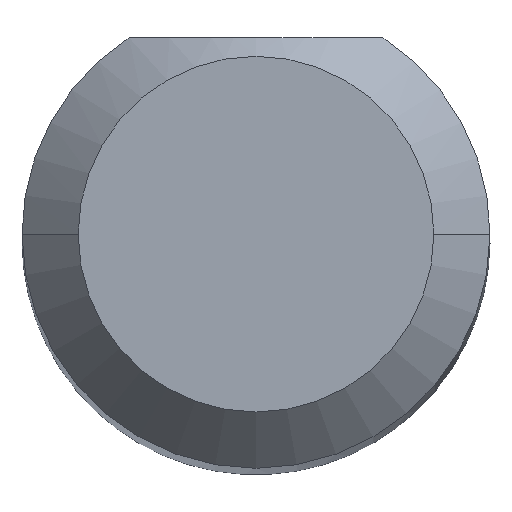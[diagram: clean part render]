
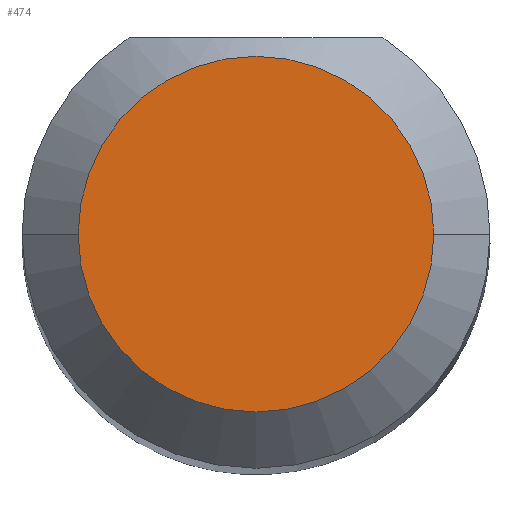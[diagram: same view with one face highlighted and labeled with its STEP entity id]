
A CAD part, top view. The second image highlights one B-rep face of the part: STEP entity #474.
In plain terms, the highlighted planar face has unit normal (0, 0, 1).
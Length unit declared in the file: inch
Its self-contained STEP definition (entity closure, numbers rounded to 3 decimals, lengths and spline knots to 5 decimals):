
#20 = PLANE ( 'NONE',  #111 ) ;
#39 = CARTESIAN_POINT ( 'NONE',  ( 0., 0., 1.5 ) ) ;
#67 = EDGE_CURVE ( 'NONE', #215, #378, #230, .T. ) ;
#77 = EDGE_CURVE ( 'NONE', #378, #215, #246, .T. ) ;
#111 = AXIS2_PLACEMENT_3D ( 'NONE', #190, #346, #228 ) ;
#190 = CARTESIAN_POINT ( 'NONE',  ( 0., 0., 1.5 ) ) ;
#202 = CARTESIAN_POINT ( 'NONE',  ( 0., 0., 1.5 ) ) ;
#215 = VERTEX_POINT ( 'NONE', #472 ) ;
#217 = ORIENTED_EDGE ( 'NONE', *, *, #67, .T. ) ;
#228 = DIRECTION ( 'NONE',  ( 1., 0., 0. ) ) ;
#230 = CIRCLE ( 'NONE', #385, 0.0475 ) ;
#233 = CARTESIAN_POINT ( 'NONE',  ( 0.0475, 0., 1.5 ) ) ;
#246 = CIRCLE ( 'NONE', #366, 0.0475 ) ;
#267 = FACE_OUTER_BOUND ( 'NONE', #458, .T. ) ;
#280 = DIRECTION ( 'NONE',  ( 0., 0., 1. ) ) ;
#321 = DIRECTION ( 'NONE',  ( 1., 0., 0. ) ) ;
#346 = DIRECTION ( 'NONE',  ( 0., 0., 1. ) ) ;
#366 = AXIS2_PLACEMENT_3D ( 'NONE', #202, #280, #402 ) ;
#369 = DIRECTION ( 'NONE',  ( 0., 0., 1. ) ) ;
#378 = VERTEX_POINT ( 'NONE', #233 ) ;
#385 = AXIS2_PLACEMENT_3D ( 'NONE', #39, #369, #321 ) ;
#402 = DIRECTION ( 'NONE',  ( 1., 0., 0. ) ) ;
#431 = ORIENTED_EDGE ( 'NONE', *, *, #77, .T. ) ;
#458 = EDGE_LOOP ( 'NONE', ( #217, #431 ) ) ;
#472 = CARTESIAN_POINT ( 'NONE',  ( -0.0475, 0., 1.5 ) ) ;
#474 = ADVANCED_FACE ( 'NONE', ( #267 ), #20, .T. ) ;
